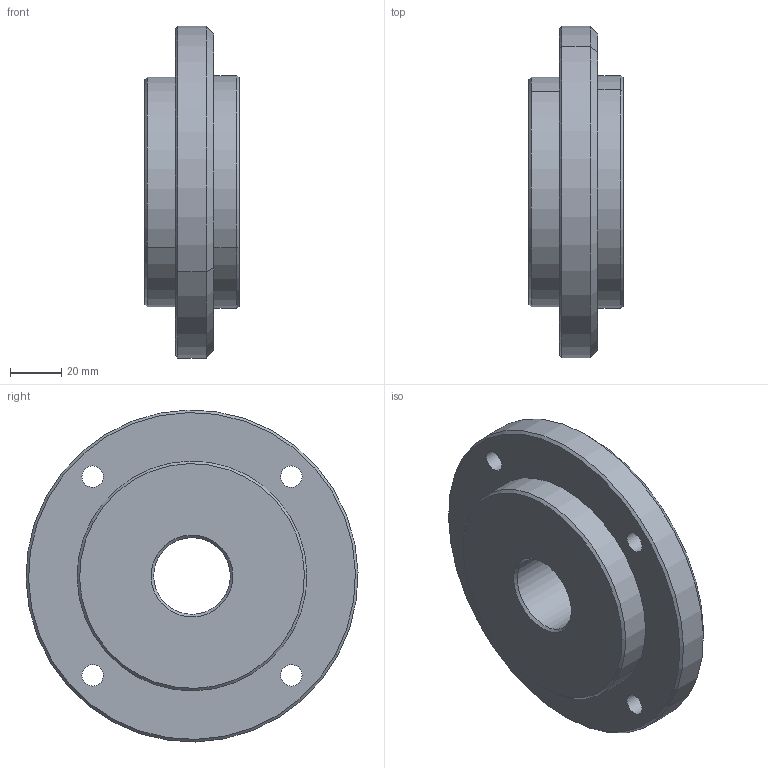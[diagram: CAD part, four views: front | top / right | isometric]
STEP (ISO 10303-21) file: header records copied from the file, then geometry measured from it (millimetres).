
FILE_DESCRIPTION(('CATIA V5 STEP Exchange'),'2;1');
FILE_NAME('Flasque volant mono.stp','2017-12-30T11:42:02+00:00',('none'),('none'),'CATIA Version 5 Release 21 SP 3 (IN-10)','CATIA V5 STEP AP203','none');
FILE_SCHEMA(('CONFIG_CONTROL_DESIGN'));
Length unit declared in the file: millimetre
Products named in the file (1): Flasque volant mono
Bounding box: 37 x 129.96 x 129.96 mm (x, y, z)
Volume: 308714.1 mm3; surface area: 40789.4 mm2
Topology: 1 solids, 1 shells, 32 faces, 72 edges, 44 vertices
Faces by surface type: cylinder 16, cone 12, plane 4
Entity records: 852 total; most frequent: ORIENTED_EDGE 144, CARTESIAN_POINT 135, DIRECTION 108, EDGE_CURVE 72, AXIS2_PLACEMENT_3D 63, CIRCLE 44, EDGE_LOOP 44, VERTEX_POINT 44
